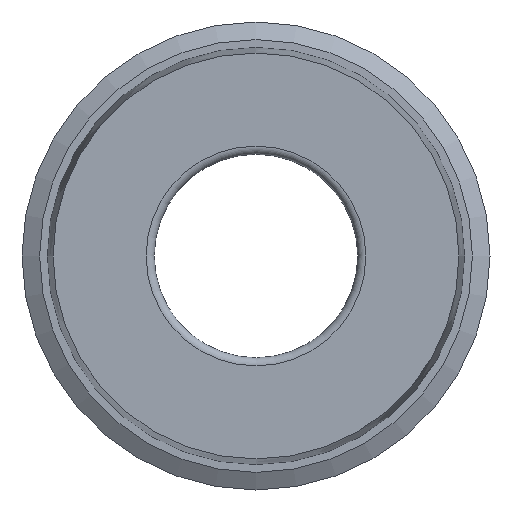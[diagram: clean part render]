
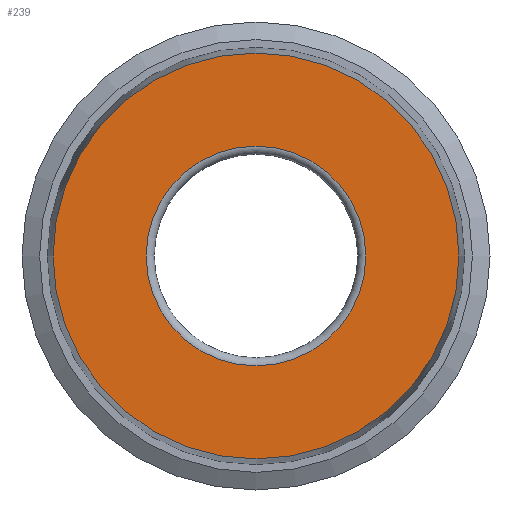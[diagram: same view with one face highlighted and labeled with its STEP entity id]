
A CAD part, front view. The second image highlights one B-rep face of the part: STEP entity #239.
In plain terms, the highlighted conical face has half-angle 89.983 degrees and reference radius 15.375 mm.
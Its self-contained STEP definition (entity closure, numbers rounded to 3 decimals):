
#20=CONICAL_SURFACE('',#290,15.375,1.57);
#38=LINE('',#443,#48);
#48=VECTOR('',#376,15.375);
#68=FACE_OUTER_BOUND('',#88,.T.);
#88=EDGE_LOOP('',(#217,#218,#219,#220,#221));
#92=CIRCLE('',#258,10.8);
#93=CIRCLE('',#259,10.8);
#109=CIRCLE('',#289,19.95);
#112=VERTEX_POINT('',#383);
#113=VERTEX_POINT('',#385);
#128=VERTEX_POINT('',#439);
#132=EDGE_CURVE('',#112,#113,#92,.T.);
#133=EDGE_CURVE('',#113,#112,#93,.T.);
#158=EDGE_CURVE('',#128,#128,#109,.T.);
#159=EDGE_CURVE('',#113,#128,#38,.T.);
#217=ORIENTED_EDGE('',*,*,#133,.F.);
#218=ORIENTED_EDGE('',*,*,#159,.T.);
#219=ORIENTED_EDGE('',*,*,#158,.T.);
#220=ORIENTED_EDGE('',*,*,#159,.F.);
#221=ORIENTED_EDGE('',*,*,#132,.F.);
#239=ADVANCED_FACE('',(#68),#20,.F.);
#258=AXIS2_PLACEMENT_3D('',#386,#301,#302);
#259=AXIS2_PLACEMENT_3D('',#387,#303,#304);
#289=AXIS2_PLACEMENT_3D('',#441,#372,#373);
#290=AXIS2_PLACEMENT_3D('',#442,#374,#375);
#301=DIRECTION('center_axis',(0.,-1.,0.));
#302=DIRECTION('ref_axis',(1.,0.,0.));
#303=DIRECTION('center_axis',(0.,-1.,0.));
#304=DIRECTION('ref_axis',(1.,0.,0.));
#372=DIRECTION('center_axis',(0.,-1.,0.));
#373=DIRECTION('ref_axis',(1.,0.,0.));
#374=DIRECTION('center_axis',(0.,-1.,0.));
#375=DIRECTION('ref_axis',(1.,0.,0.));
#376=DIRECTION('',(-1.,0.,0.));
#383=CARTESIAN_POINT('',(0.,2.211,10.8));
#385=CARTESIAN_POINT('',(-10.8,2.211,0.));
#386=CARTESIAN_POINT('Origin',(0.,2.211,0.));
#387=CARTESIAN_POINT('Origin',(0.,2.211,0.));
#439=CARTESIAN_POINT('',(-19.95,2.208,0.));
#441=CARTESIAN_POINT('Origin',(0.,2.208,0.));
#442=CARTESIAN_POINT('Origin',(0.,2.21,0.));
#443=CARTESIAN_POINT('',(-15.375,2.21,0.));
